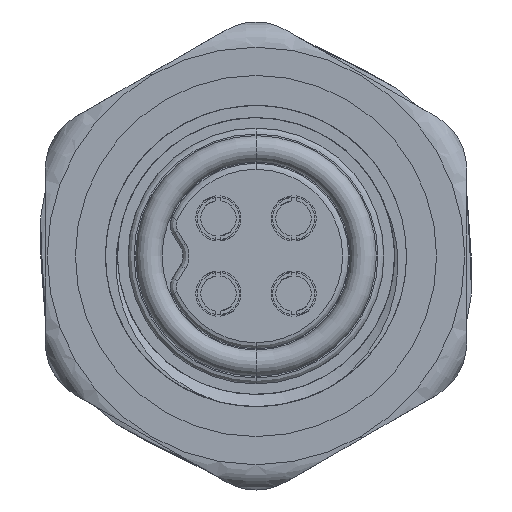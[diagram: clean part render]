
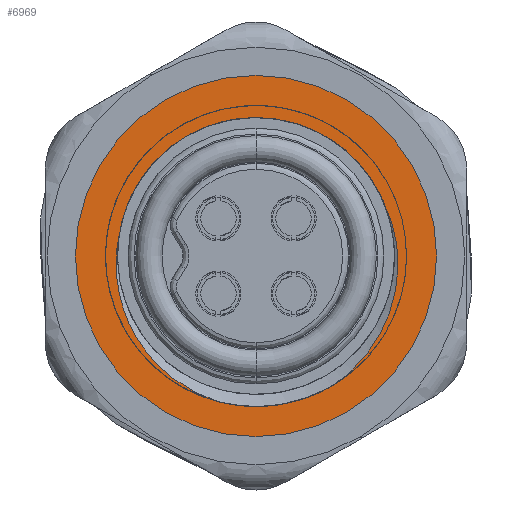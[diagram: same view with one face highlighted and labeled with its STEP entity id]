
A CAD part, left-side view. The second image highlights one B-rep face of the part: STEP entity #6969.
In plain terms, the highlighted face is planar.
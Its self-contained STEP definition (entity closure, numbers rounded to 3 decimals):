
#7 = EDGE_CURVE ( 'NONE', #1612, #22680, #17270, .T. ) ;
#143 = AXIS2_PLACEMENT_3D ( 'NONE', #23008, #396, #12075 ) ;
#396 = DIRECTION ( 'NONE',  ( 1., 0., 0. ) ) ;
#624 = CIRCLE ( 'NONE', #143, 3. ) ;
#781 = EDGE_CURVE ( 'NONE', #23623, #21759, #13120, .T. ) ;
#1612 = VERTEX_POINT ( 'NONE', #27822 ) ;
#2413 = CARTESIAN_POINT ( 'NONE',  ( 7., 0., 0. ) ) ;
#2560 = DIRECTION ( 'NONE',  ( 0., 0., 1. ) ) ;
#2728 = EDGE_CURVE ( 'NONE', #8855, #13094, #9062, .T. ) ;
#3576 = CARTESIAN_POINT ( 'NONE',  ( 7., 2.391, 0.478 ) ) ;
#3806 = CARTESIAN_POINT ( 'NONE',  ( 7., -1.111, 2.172 ) ) ;
#3870 = CARTESIAN_POINT ( 'NONE',  ( 7., 2.338, -0.401 ) ) ;
#4066 = EDGE_CURVE ( 'NONE', #13094, #1612, #4447, .T. ) ;
#4245 = AXIS2_PLACEMENT_3D ( 'NONE', #23320, #10007, #28181 ) ;
#4447 = B_SPLINE_CURVE_WITH_KNOTS ( 'NONE', 3,
 ( #21723, #10938, #19957, #24683, #10488, #6316, #15379, #26746, #19511, #15072, #24088, #3806, #12861, #4980, #11802, #27457, #11661, #11231 ),
 .UNSPECIFIED., .F., .F.,
 ( 4, 2, 2, 2, 2, 2, 2, 2, 4 ),
 ( 0.002, 0.003, 0.003, 0.003, 0.004, 0.004, 0.005, 0.005, 0.006 ),
 .UNSPECIFIED. ) ;
#4980 = CARTESIAN_POINT ( 'NONE',  ( 7., -0.714, 2.359 ) ) ;
#5246 = CARTESIAN_POINT ( 'NONE',  ( 7., 0., 2.5 ) ) ;
#5310 = FACE_BOUND ( 'NONE', #27534, .T. ) ;
#5495 = CARTESIAN_POINT ( 'NONE',  ( 7., 1.952, 1.564 ) ) ;
#5678 = CARTESIAN_POINT ( 'NONE',  ( 7., 1.752, 1.784 ) ) ;
#6073 = CARTESIAN_POINT ( 'NONE',  ( 7., 2.109, 1.316 ) ) ;
#6316 = CARTESIAN_POINT ( 'NONE',  ( 7., -2.013, 1.24 ) ) ;
#6969 = ADVANCED_FACE ( 'NONE', ( #14366, #5310 ), #9634, .T. ) ;
#7069 = EDGE_LOOP ( 'NONE', ( #19441, #18628 ) ) ;
#7323 = AXIS2_PLACEMENT_3D ( 'NONE', #10069, #27947, #28095 ) ;
#7394 = AXIS2_PLACEMENT_3D ( 'NONE', #11018, #13769, #18202 ) ;
#7954 = CARTESIAN_POINT ( 'NONE',  ( 7., 0., 3. ) ) ;
#8268 = CARTESIAN_POINT ( 'NONE',  ( 7., 1.752, 1.784 ) ) ;
#8855 = VERTEX_POINT ( 'NONE', #22723 ) ;
#9062 = CIRCLE ( 'NONE', #12385, 2.3 ) ;
#9634 = PLANE ( 'NONE',  #7323 ) ;
#10007 = DIRECTION ( 'NONE',  ( -1., 0., 0. ) ) ;
#10069 = CARTESIAN_POINT ( 'NONE',  ( 7., 0., 0. ) ) ;
#10397 = CARTESIAN_POINT ( 'NONE',  ( 7., 1.797, -1.436 ) ) ;
#10488 = CARTESIAN_POINT ( 'NONE',  ( 7., -2.137, 0.974 ) ) ;
#10842 = CARTESIAN_POINT ( 'NONE',  ( 7., 2.197, -0.822 ) ) ;
#10938 = CARTESIAN_POINT ( 'NONE',  ( 7., -2.277, 0.409 ) ) ;
#11018 = CARTESIAN_POINT ( 'NONE',  ( 7., 0., 0. ) ) ;
#11231 = CARTESIAN_POINT ( 'NONE',  ( 7., 0., 2.5 ) ) ;
#11661 = CARTESIAN_POINT ( 'NONE',  ( 7., -0.147, 2.493 ) ) ;
#11802 = CARTESIAN_POINT ( 'NONE',  ( 7., -0.577, 2.405 ) ) ;
#11897 = EDGE_CURVE ( 'NONE', #21759, #23623, #624, .T. ) ;
#12075 = DIRECTION ( 'NONE',  ( 0., 0., -1. ) ) ;
#12385 = AXIS2_PLACEMENT_3D ( 'NONE', #2413, #25042, #2560 ) ;
#12803 = CARTESIAN_POINT ( 'NONE',  ( 7., 0., -3. ) ) ;
#12861 = CARTESIAN_POINT ( 'NONE',  ( 7., -0.981, 2.243 ) ) ;
#13094 = VERTEX_POINT ( 'NONE', #29030 ) ;
#13120 = CIRCLE ( 'NONE', #7394, 3. ) ;
#13769 = DIRECTION ( 'NONE',  ( 1., 0., 0. ) ) ;
#14302 = CARTESIAN_POINT ( 'NONE',  ( 7., 0.324, 2.5 ) ) ;
#14366 = FACE_OUTER_BOUND ( 'NONE', #7069, .T. ) ;
#14589 = CARTESIAN_POINT ( 'NONE',  ( 7., 1.246, 2.192 ) ) ;
#14844 = CARTESIAN_POINT ( 'NONE',  ( 7., 1.983, -1.206 ) ) ;
#15072 = CARTESIAN_POINT ( 'NONE',  ( 7., -1.465, 1.918 ) ) ;
#15379 = CARTESIAN_POINT ( 'NONE',  ( 7., -1.939, 1.366 ) ) ;
#15524 = VERTEX_POINT ( 'NONE', #25202 ) ;
#16766 = CARTESIAN_POINT ( 'NONE',  ( 7., 1.752, 1.784 ) ) ;
#16938 = CARTESIAN_POINT ( 'NONE',  ( 7., 0.646, 2.437 ) ) ;
#17270 = B_SPLINE_CURVE_WITH_KNOTS ( 'NONE', 3,
 ( #5246, #14302, #16938, #14589, #21104, #5678 ),
 .UNSPECIFIED., .F., .F.,
 ( 4, 2, 4 ),
 ( 0., 0.001, 0.002 ),
 .UNSPECIFIED. ) ;
#17498 = CARTESIAN_POINT ( 'NONE',  ( 7., 1.895, -1.327 ) ) ;
#17650 = CARTESIAN_POINT ( 'NONE',  ( 7., 2.134, -0.954 ) ) ;
#18202 = DIRECTION ( 'NONE',  ( 0., 0., -1. ) ) ;
#18628 = ORIENTED_EDGE ( 'NONE', *, *, #11897, .T. ) ;
#19371 = CIRCLE ( 'NONE', #4245, 2.3 ) ;
#19441 = ORIENTED_EDGE ( 'NONE', *, *, #781, .T. ) ;
#19511 = CARTESIAN_POINT ( 'NONE',  ( 7., -1.674, 1.715 ) ) ;
#19957 = CARTESIAN_POINT ( 'NONE',  ( 7., -2.255, 0.555 ) ) ;
#21104 = CARTESIAN_POINT ( 'NONE',  ( 7., 1.52, 2.011 ) ) ;
#21639 = CARTESIAN_POINT ( 'NONE',  ( 7., 2.332, 0.767 ) ) ;
#21723 = CARTESIAN_POINT ( 'NONE',  ( 7., -2.285, 0.263 ) ) ;
#21759 = VERTEX_POINT ( 'NONE', #12803 ) ;
#22087 = CARTESIAN_POINT ( 'NONE',  ( 7., 2.387, -0.112 ) ) ;
#22194 = ORIENTED_EDGE ( 'NONE', *, *, #4066, .T. ) ;
#22538 = ORIENTED_EDGE ( 'NONE', *, *, #7, .T. ) ;
#22680 = VERTEX_POINT ( 'NONE', #8268 ) ;
#22723 = CARTESIAN_POINT ( 'NONE',  ( 7., 0., -2.3 ) ) ;
#23008 = CARTESIAN_POINT ( 'NONE',  ( 7., 0., 0. ) ) ;
#23271 = ORIENTED_EDGE ( 'NONE', *, *, #28857, .T. ) ;
#23320 = CARTESIAN_POINT ( 'NONE',  ( 7., 0., 0. ) ) ;
#23449 = EDGE_CURVE ( 'NONE', #22680, #15524, #28107, .T. ) ;
#23623 = VERTEX_POINT ( 'NONE', #7954 ) ;
#23660 = ORIENTED_EDGE ( 'NONE', *, *, #23449, .T. ) ;
#24088 = CARTESIAN_POINT ( 'NONE',  ( 7., -1.352, 2.01 ) ) ;
#24152 = CARTESIAN_POINT ( 'NONE',  ( 7., 2.299, -0.545 ) ) ;
#24683 = CARTESIAN_POINT ( 'NONE',  ( 7., -2.185, 0.836 ) ) ;
#25042 = DIRECTION ( 'NONE',  ( -1., 0., 0. ) ) ;
#25202 = CARTESIAN_POINT ( 'NONE',  ( 7., 1.797, -1.436 ) ) ;
#26746 = CARTESIAN_POINT ( 'NONE',  ( 7., -1.77, 1.602 ) ) ;
#27457 = CARTESIAN_POINT ( 'NONE',  ( 7., -0.293, 2.472 ) ) ;
#27534 = EDGE_LOOP ( 'NONE', ( #22538, #23660, #23271, #28140, #22194 ) ) ;
#27822 = CARTESIAN_POINT ( 'NONE',  ( 7., 0., 2.5 ) ) ;
#27947 = DIRECTION ( 'NONE',  ( 1., 0., 0. ) ) ;
#28095 = DIRECTION ( 'NONE',  ( 0., 0., -1. ) ) ;
#28107 = B_SPLINE_CURVE_WITH_KNOTS ( 'NONE', 3,
 ( #16766, #5495, #6073, #21639, #3576, #28730, #22087, #3870, #24152, #10842, #17650, #14844, #17498, #10397 ),
 .UNSPECIFIED., .F., .F.,
 ( 4, 2, 2, 2, 2, 2, 4 ),
 ( 0., 0.001, 0.002, 0.002, 0.003, 0.003, 0.004 ),
 .UNSPECIFIED. ) ;
#28140 = ORIENTED_EDGE ( 'NONE', *, *, #2728, .T. ) ;
#28181 = DIRECTION ( 'NONE',  ( 0., 0., 1. ) ) ;
#28730 = CARTESIAN_POINT ( 'NONE',  ( 7., 2.398, 0.034 ) ) ;
#28857 = EDGE_CURVE ( 'NONE', #15524, #8855, #19371, .T. ) ;
#29030 = CARTESIAN_POINT ( 'NONE',  ( 7., -2.285, 0.263 ) ) ;
